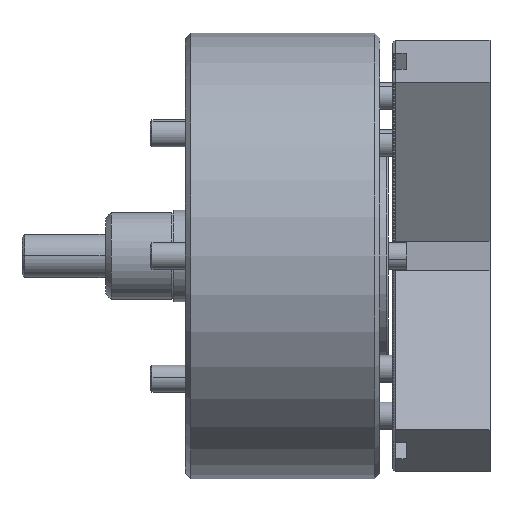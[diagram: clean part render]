
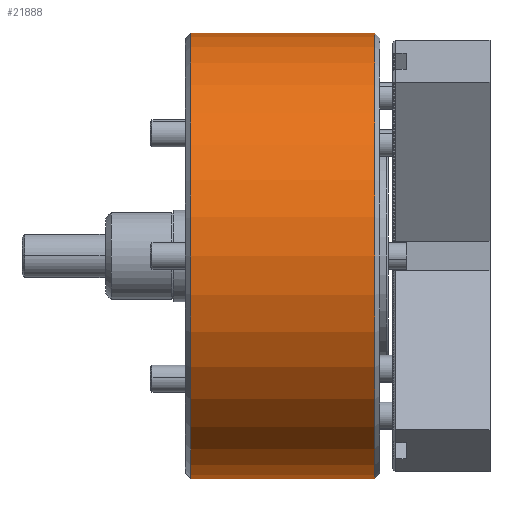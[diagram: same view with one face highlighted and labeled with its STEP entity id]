
A CAD part, front view. The second image highlights one B-rep face of the part: STEP entity #21888.
In plain terms, the highlighted cylindrical face has radius 82.5 mm (diameter 165 mm), a partial arc.
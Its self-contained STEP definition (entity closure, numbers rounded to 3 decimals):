
#1250 = DIRECTION ( 'NONE',  ( -1., 0., 0. ) ) ;
#3476 = DIRECTION ( 'NONE',  ( -1., 0., 0. ) ) ;
#3534 = VERTEX_POINT ( 'NONE', #24610 ) ;
#5197 = VECTOR ( 'NONE', #3476, 1000. ) ;
#6377 = CARTESIAN_POINT ( 'NONE',  ( -365.259, 0., 82.5 ) ) ;
#8033 = FACE_OUTER_BOUND ( 'NONE', #23878, .T. ) ;
#9605 = AXIS2_PLACEMENT_3D ( 'NONE', #33371, #15958, #36310 ) ;
#9891 = CARTESIAN_POINT ( 'NONE',  ( -365.259, 0., 0. ) ) ;
#11046 = CARTESIAN_POINT ( 'NONE',  ( 34., 0., 0. ) ) ;
#13000 = LINE ( 'NONE', #6377, #5197 ) ;
#13217 = EDGE_CURVE ( 'NONE', #3534, #36533, #27129, .T. ) ;
#13553 = CARTESIAN_POINT ( 'NONE',  ( -34., 0., -82.5 ) ) ;
#14018 = DIRECTION ( 'NONE',  ( 0., 0., 1. ) ) ;
#14955 = CYLINDRICAL_SURFACE ( 'NONE', #29487, 82.5 ) ;
#15752 = ORIENTED_EDGE ( 'NONE', *, *, #16338, .T. ) ;
#15958 = DIRECTION ( 'NONE',  ( 1., 0., 0. ) ) ;
#16338 = EDGE_CURVE ( 'NONE', #19351, #36533, #28763, .T. ) ;
#16422 = CIRCLE ( 'NONE', #34259, 82.5 ) ;
#19351 = VERTEX_POINT ( 'NONE', #25746 ) ;
#19635 = ORIENTED_EDGE ( 'NONE', *, *, #33825, .T. ) ;
#19996 = ORIENTED_EDGE ( 'NONE', *, *, #13217, .F. ) ;
#20486 = CARTESIAN_POINT ( 'NONE',  ( 34., 0., 82.5 ) ) ;
#21888 = ADVANCED_FACE ( 'NONE', ( #8033 ), #14955, .T. ) ;
#23878 = EDGE_LOOP ( 'NONE', ( #19996, #19635, #29770, #15752 ) ) ;
#24610 = CARTESIAN_POINT ( 'NONE',  ( 34., 0., -82.5 ) ) ;
#25259 = VECTOR ( 'NONE', #29043, 1000. ) ;
#25746 = CARTESIAN_POINT ( 'NONE',  ( -34., 0., 82.5 ) ) ;
#27129 = LINE ( 'NONE', #34690, #25259 ) ;
#27313 = DIRECTION ( 'NONE',  ( 0., 0., 1. ) ) ;
#28763 = CIRCLE ( 'NONE', #9605, 82.5 ) ;
#29043 = DIRECTION ( 'NONE',  ( -1., 0., 0. ) ) ;
#29487 = AXIS2_PLACEMENT_3D ( 'NONE', #9891, #1250, #27313 ) ;
#29770 = ORIENTED_EDGE ( 'NONE', *, *, #36897, .T. ) ;
#29964 = VERTEX_POINT ( 'NONE', #20486 ) ;
#31429 = DIRECTION ( 'NONE',  ( -1., 0., 0. ) ) ;
#33371 = CARTESIAN_POINT ( 'NONE',  ( -34., 0., 0. ) ) ;
#33825 = EDGE_CURVE ( 'NONE', #3534, #29964, #16422, .T. ) ;
#34259 = AXIS2_PLACEMENT_3D ( 'NONE', #11046, #31429, #14018 ) ;
#34690 = CARTESIAN_POINT ( 'NONE',  ( -365.259, 0., -82.5 ) ) ;
#36310 = DIRECTION ( 'NONE',  ( 0., 0., -1. ) ) ;
#36533 = VERTEX_POINT ( 'NONE', #13553 ) ;
#36897 = EDGE_CURVE ( 'NONE', #29964, #19351, #13000, .T. ) ;
